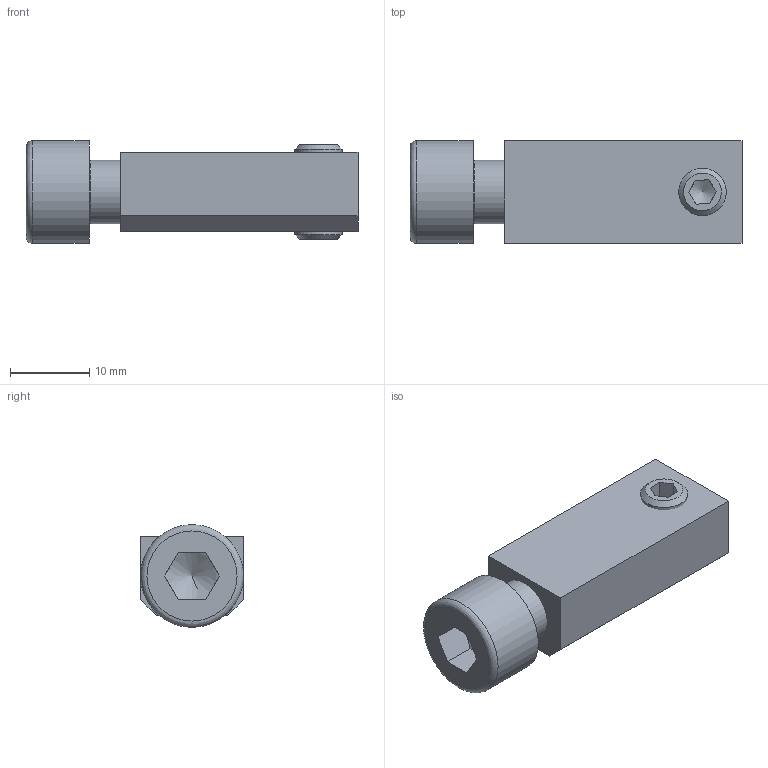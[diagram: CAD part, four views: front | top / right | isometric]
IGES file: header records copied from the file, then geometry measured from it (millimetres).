
Global section: file name: 321800.stp.ipt; native system: Autodesk Inventor 2014; preprocessor: unknown; author: zeman; date: 20151020.095930; units: millimetre
Bounding box: 42 x 13 x 13 mm (x, y, z)
Volume: 5150.5 mm3; surface area: 3525.6 mm2
Topology: 3 solids, 3 shells, 38 faces, 93 edges, 62 vertices
Faces by surface type: plane 25, revolution 4, cylinder 3, cone 3, bspline 3
Full cylindrical faces by diameter (mm): 6 x1, 8 x1, 13 x1
